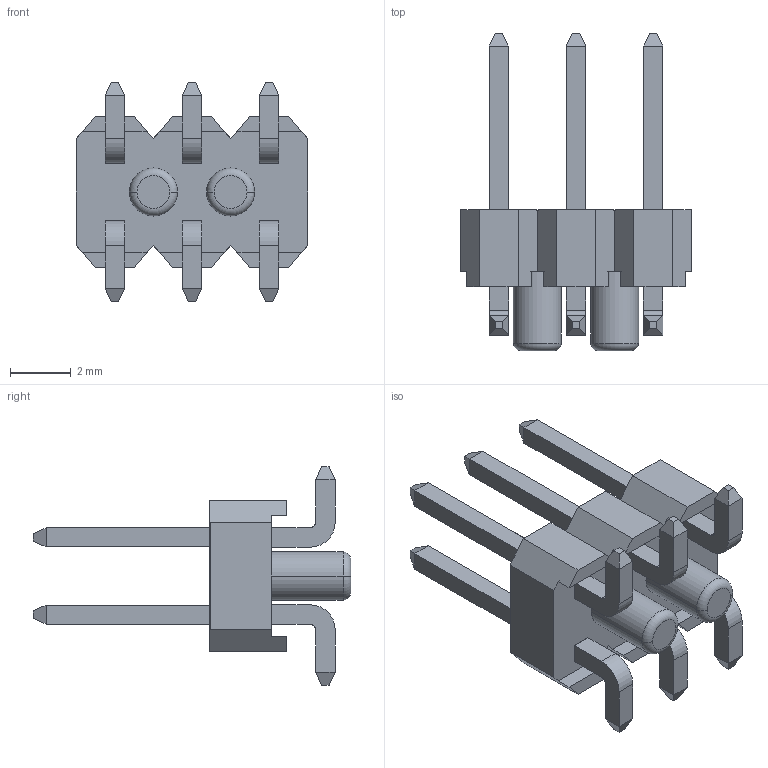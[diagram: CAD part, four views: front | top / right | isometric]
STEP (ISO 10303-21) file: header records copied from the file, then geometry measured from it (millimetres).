
FILE_DESCRIPTION((''),'2;1');
FILE_NAME('M20-8750342_ASM','2016-08-09T',('mperren'),(''),'CREO PARAMETRIC BY PTC INC, 2016050','CREO PARAMETRIC BY PTC INC, 2016050','');
FILE_SCHEMA(('CONFIG_CONTROL_DESIGN'));
Length unit declared in the file: millimetre
Products named in the file (3): M20-87503_MOULD; M20-875_CONTACT; M20-8750342_ASM
Assembly tree (7 placements, depth 2):
  M20-8750342_ASM
    M20-87503_MOULD
    M20-875_CONTACT  x6
Bounding box: 7.62 x 10.44 x 7.2 mm (x, y, z)
Volume: 106.8 mm3; surface area: 365.9 mm2
Topology: 7 solids, 7 shells, 218 faces, 536 edges, 340 vertices
Faces by surface type: plane 198, cylinder 16, torus 4
Entity records: 4320 total; most frequent: CARTESIAN_POINT 569, ORIENTED_EDGE 552, DIRECTION 522, PRESENTATION_STYLE_ASSIGNMENT 291, STYLED_ITEM 278, CURVE_STYLE 276, EDGE_CURVE 276, VECTOR 256
